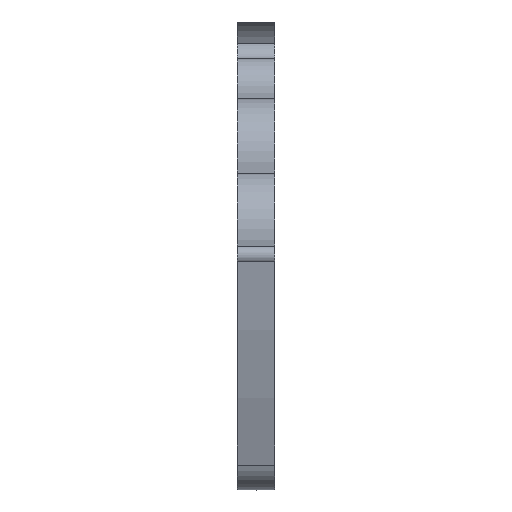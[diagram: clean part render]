
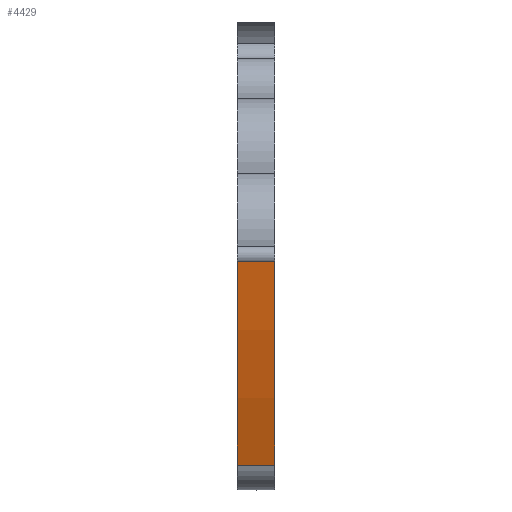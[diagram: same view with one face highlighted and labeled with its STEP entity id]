
A CAD part, left-side view. The second image highlights one B-rep face of the part: STEP entity #4429.
In plain terms, the highlighted cylindrical face has radius 57.691 mm (diameter 115.383 mm), a partial arc.
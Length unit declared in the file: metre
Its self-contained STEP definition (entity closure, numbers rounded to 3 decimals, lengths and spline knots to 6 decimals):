
#125=CYLINDRICAL_SURFACE('',#4936,0.057691);
#137=CIRCLE('',#4550,0.057691);
#366=CIRCLE('',#4937,0.057691);
#1031=ORIENTED_EDGE('',*,*,#2185,.T.);
#1032=ORIENTED_EDGE('',*,*,#1663,.T.);
#1033=ORIENTED_EDGE('',*,*,#2187,.F.);
#1034=ORIENTED_EDGE('',*,*,#2188,.F.);
#1663=EDGE_CURVE('',#2300,#2299,#137,.T.);
#2185=EDGE_CURVE('',#2714,#2300,#3018,.T.);
#2187=EDGE_CURVE('',#2715,#2299,#3019,.T.);
#2188=EDGE_CURVE('',#2714,#2715,#366,.T.);
#2299=VERTEX_POINT('',#6484);
#2300=VERTEX_POINT('',#6486);
#2714=VERTEX_POINT('',#7579);
#2715=VERTEX_POINT('',#7583);
#3018=LINE('',#7578,#3409);
#3019=LINE('',#7582,#3410);
#3409=VECTOR('',#6135,1.);
#3410=VECTOR('',#6140,1.);
#3660=EDGE_LOOP('',(#1031,#1032,#1033,#1034));
#3975=FACE_BOUND('',#3660,.T.);
#4429=ADVANCED_FACE('',(#3975),#125,.T.);
#4550=AXIS2_PLACEMENT_3D('',#6485,#5071,#5072);
#4936=AXIS2_PLACEMENT_3D('',#7581,#6138,#6139);
#4937=AXIS2_PLACEMENT_3D('',#7584,#6141,#6142);
#5071=DIRECTION('',(0.,-1.,0.));
#5072=DIRECTION('',(0.,0.,-1.));
#6135=DIRECTION('',(0.,1.,0.));
#6138=DIRECTION('',(0.,1.,0.));
#6139=DIRECTION('',(0.,0.,1.));
#6140=DIRECTION('',(0.,1.,0.));
#6141=DIRECTION('',(0.,-1.,0.));
#6142=DIRECTION('',(0.,0.,-1.));
#6484=CARTESIAN_POINT('',(-0.022369,0.,-0.011363));
#6485=CARTESIAN_POINT('',(0.031758,0.,0.008601));
#6486=CARTESIAN_POINT('',(-0.025236,0.,-0.00034));
#7578=CARTESIAN_POINT('',(-0.025236,-0.002,-0.00034));
#7579=CARTESIAN_POINT('',(-0.025236,-0.002,-0.00034));
#7581=CARTESIAN_POINT('',(0.031758,-0.002,0.008601));
#7582=CARTESIAN_POINT('',(-0.022369,-0.002,-0.011363));
#7583=CARTESIAN_POINT('',(-0.022369,-0.002,-0.011363));
#7584=CARTESIAN_POINT('',(0.031758,-0.002,0.008601));
